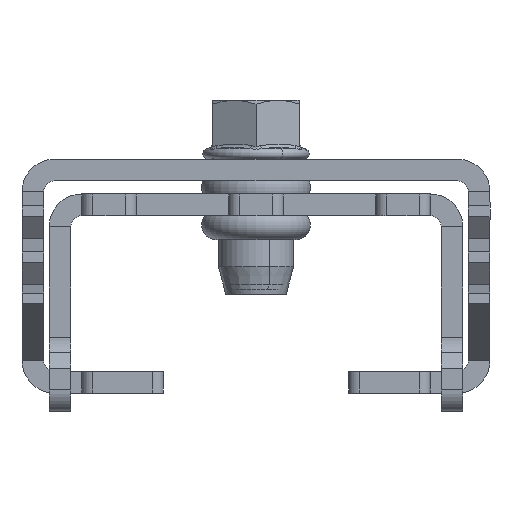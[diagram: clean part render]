
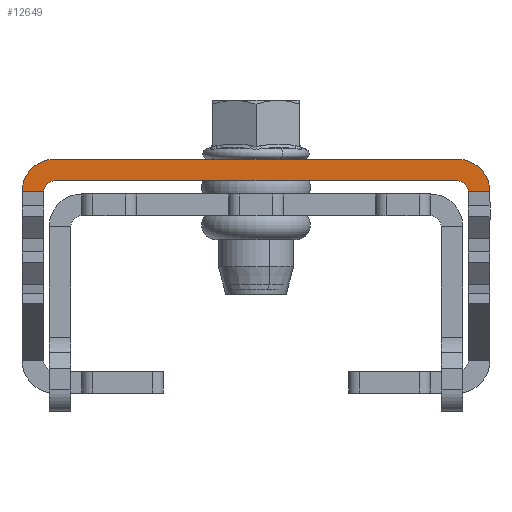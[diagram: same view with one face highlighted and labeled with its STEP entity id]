
A CAD part, left-side view. The second image highlights one B-rep face of the part: STEP entity #12649.
In plain terms, the highlighted face is planar.
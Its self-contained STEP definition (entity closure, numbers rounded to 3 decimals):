
#140 = CARTESIAN_POINT ( 'NONE',  ( 18.5, -2., 8. ) ) ;
#189 = EDGE_CURVE ( 'NONE', #11435, #7895, #11462, .T. ) ;
#298 = ORIENTED_EDGE ( 'NONE', *, *, #12895, .T. ) ;
#598 = DIRECTION ( 'NONE',  ( 0., 0., 1. ) ) ;
#710 = CARTESIAN_POINT ( 'NONE',  ( 18.5, 0., 8. ) ) ;
#783 = DIRECTION ( 'NONE',  ( -1., 0., 0. ) ) ;
#803 = EDGE_CURVE ( 'NONE', #1860, #13089, #2027, .T. ) ;
#1720 = CARTESIAN_POINT ( 'NONE',  ( -18.5, -2., 8. ) ) ;
#1849 = ORIENTED_EDGE ( 'NONE', *, *, #3587, .F. ) ;
#1860 = VERTEX_POINT ( 'NONE', #14502 ) ;
#1935 = EDGE_CURVE ( 'NONE', #4825, #9479, #4159, .T. ) ;
#2027 = CIRCLE ( 'NONE', #10427, 3. ) ;
#2708 = DIRECTION ( 'NONE',  ( -1., 0., 0. ) ) ;
#2742 = VERTEX_POINT ( 'NONE', #9864 ) ;
#2946 = ORIENTED_EDGE ( 'NONE', *, *, #7162, .F. ) ;
#3587 = EDGE_CURVE ( 'NONE', #14239, #2742, #11937, .T. ) ;
#4159 = CIRCLE ( 'NONE', #6002, 1. ) ;
#4497 = DIRECTION ( 'NONE',  ( 0., 0., 1. ) ) ;
#4599 = DIRECTION ( 'NONE',  ( -1., 0., 0. ) ) ;
#4825 = VERTEX_POINT ( 'NONE', #11890 ) ;
#4913 = ORIENTED_EDGE ( 'NONE', *, *, #1935, .F. ) ;
#5180 = CARTESIAN_POINT ( 'NONE',  ( -21.5, -3., 8. ) ) ;
#5357 = VECTOR ( 'NONE', #5814, 1000. ) ;
#5464 = ORIENTED_EDGE ( 'NONE', *, *, #8827, .T. ) ;
#5814 = DIRECTION ( 'NONE',  ( -1., 0., 0. ) ) ;
#5874 = CARTESIAN_POINT ( 'NONE',  ( 18.5, -3., 8. ) ) ;
#5924 = CARTESIAN_POINT ( 'NONE',  ( -18.5, -3., 8. ) ) ;
#6002 = AXIS2_PLACEMENT_3D ( 'NONE', #5874, #598, #9439 ) ;
#6356 = EDGE_LOOP ( 'NONE', ( #12817, #5464, #12852, #8124, #1849, #2946, #4913, #298 ) ) ;
#6740 = AXIS2_PLACEMENT_3D ( 'NONE', #15904, #4497, #783 ) ;
#6855 = CARTESIAN_POINT ( 'NONE',  ( -21.5, -3., 8. ) ) ;
#7162 = EDGE_CURVE ( 'NONE', #9479, #14239, #13380, .T. ) ;
#7895 = VERTEX_POINT ( 'NONE', #6855 ) ;
#8124 = ORIENTED_EDGE ( 'NONE', *, *, #10865, .T. ) ;
#8717 = LINE ( 'NONE', #16266, #13824 ) ;
#8827 = EDGE_CURVE ( 'NONE', #13089, #11435, #8830, .T. ) ;
#8830 = LINE ( 'NONE', #13845, #15638 ) ;
#8981 = CARTESIAN_POINT ( 'NONE',  ( 18.5, -3., 8. ) ) ;
#9068 = AXIS2_PLACEMENT_3D ( 'NONE', #5924, #9477, #14468 ) ;
#9439 = DIRECTION ( 'NONE',  ( -1., 0., 0. ) ) ;
#9477 = DIRECTION ( 'NONE',  ( 0., 0., 1. ) ) ;
#9479 = VERTEX_POINT ( 'NONE', #140 ) ;
#9864 = CARTESIAN_POINT ( 'NONE',  ( -19.5, -3., 8. ) ) ;
#10296 = DIRECTION ( 'NONE',  ( -1., 0., 0. ) ) ;
#10403 = AXIS2_PLACEMENT_3D ( 'NONE', #15843, #14465, #4599 ) ;
#10427 = AXIS2_PLACEMENT_3D ( 'NONE', #8981, #13980, #2708 ) ;
#10865 = EDGE_CURVE ( 'NONE', #7895, #2742, #8717, .T. ) ;
#11435 = VERTEX_POINT ( 'NONE', #14223 ) ;
#11462 = CIRCLE ( 'NONE', #6740, 3. ) ;
#11890 = CARTESIAN_POINT ( 'NONE',  ( 19.5, -3., 8. ) ) ;
#11937 = CIRCLE ( 'NONE', #9068, 1. ) ;
#12480 = DIRECTION ( 'NONE',  ( 1., 0., 0. ) ) ;
#12649 = ADVANCED_FACE ( 'NONE', ( #15698 ), #15769, .F. ) ;
#12725 = DIRECTION ( 'NONE',  ( 1., 0., 0. ) ) ;
#12817 = ORIENTED_EDGE ( 'NONE', *, *, #803, .T. ) ;
#12852 = ORIENTED_EDGE ( 'NONE', *, *, #189, .T. ) ;
#12883 = LINE ( 'NONE', #5180, #13588 ) ;
#12895 = EDGE_CURVE ( 'NONE', #4825, #1860, #12883, .T. ) ;
#13089 = VERTEX_POINT ( 'NONE', #710 ) ;
#13380 = LINE ( 'NONE', #15748, #5357 ) ;
#13588 = VECTOR ( 'NONE', #12725, 1000. ) ;
#13824 = VECTOR ( 'NONE', #12480, 1000. ) ;
#13845 = CARTESIAN_POINT ( 'NONE',  ( -21.5, 0., 8. ) ) ;
#13980 = DIRECTION ( 'NONE',  ( 0., 0., 1. ) ) ;
#14223 = CARTESIAN_POINT ( 'NONE',  ( -18.5, 0., 8. ) ) ;
#14239 = VERTEX_POINT ( 'NONE', #1720 ) ;
#14465 = DIRECTION ( 'NONE',  ( 0., 0., -1. ) ) ;
#14468 = DIRECTION ( 'NONE',  ( -1., 0., 0. ) ) ;
#14502 = CARTESIAN_POINT ( 'NONE',  ( 21.5, -3., 8. ) ) ;
#15638 = VECTOR ( 'NONE', #10296, 1000. ) ;
#15698 = FACE_OUTER_BOUND ( 'NONE', #6356, .T. ) ;
#15748 = CARTESIAN_POINT ( 'NONE',  ( -21.5, -2., 8. ) ) ;
#15769 = PLANE ( 'NONE',  #10403 ) ;
#15843 = CARTESIAN_POINT ( 'NONE',  ( -21.5, 3., 8. ) ) ;
#15904 = CARTESIAN_POINT ( 'NONE',  ( -18.5, -3., 8. ) ) ;
#16266 = CARTESIAN_POINT ( 'NONE',  ( -21.5, -3., 8. ) ) ;
